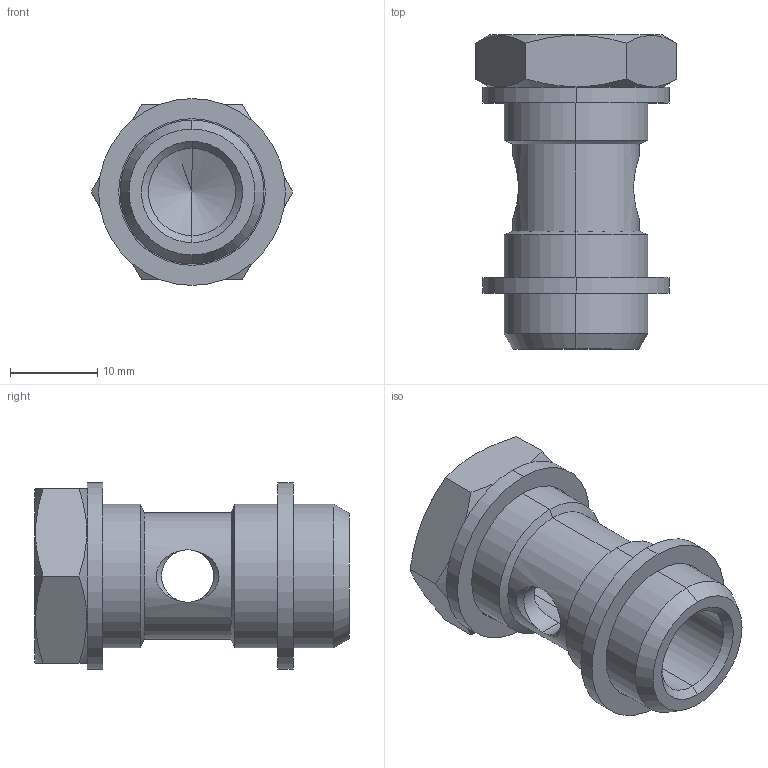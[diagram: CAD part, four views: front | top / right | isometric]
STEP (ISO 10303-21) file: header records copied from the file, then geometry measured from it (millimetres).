
FILE_DESCRIPTION(( 'MA.31.00.38.STEP' ), '1');
FILE_NAME( 'MA.31.00.38.STEP', '2018-10-01T14:12:32',( 'Sopra'),('sopra-pneumatic.com'), 'SwSTEP 2.0','SolidWorks 2009','' );
FILE_SCHEMA (( 'CONFIG_CONTROL_DESIGN' ));
Length unit declared in the file: millimetre
Products named in the file (3): A0210003; 001-0184; 003-0050
Assembly tree (3 placements, depth 2):
  A0210003
    001-0184
    003-0050  x2
Bounding box: 23.09 x 36 x 21.4 mm (x, y, z)
Volume: 5860.8 mm3; surface area: 4467.8 mm2
Topology: 3 solids, 3 shells, 51 faces, 118 edges, 73 vertices
Faces by surface type: cylinder 20, cone 18, plane 13
Entity records: 1943 total; most frequent: CARTESIAN_POINT 608, DIRECTION 210, ORIENTED_EDGE 208, EDGE_CURVE 104, AXIS2_PLACEMENT_3D 87, VERTEX_POINT 65, EDGE_LOOP 53, ADVANCED_FACE 45
